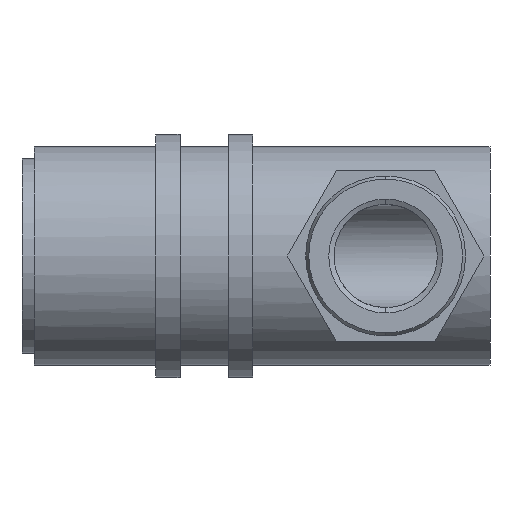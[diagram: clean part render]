
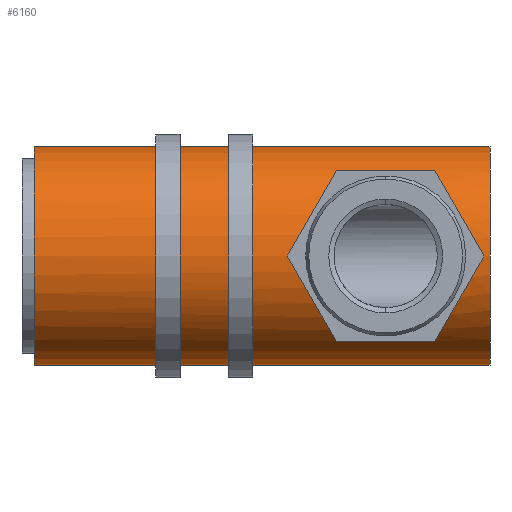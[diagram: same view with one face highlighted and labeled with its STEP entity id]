
A CAD part, front view. The second image highlights one B-rep face of the part: STEP entity #6160.
In plain terms, the highlighted cylindrical face has radius 9 mm (diameter 18 mm), a partial arc.
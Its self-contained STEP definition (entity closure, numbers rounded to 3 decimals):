
#170 = CARTESIAN_POINT ( 'NONE',  ( 33.959, -5.657, -7. ) ) ;
#352 = ORIENTED_EDGE ( 'NONE', *, *, #6272, .T. ) ;
#402 = DIRECTION ( 'NONE',  ( -1., 0., 0. ) ) ;
#668 = DIRECTION ( 'NONE',  ( -1., 0., 0. ) ) ;
#797 = LINE ( 'NONE', #4620, #5192 ) ;
#870 = CARTESIAN_POINT ( 'NONE',  ( 21.834, -9., 0. ) ) ;
#922 =( BOUNDED_CURVE ( )  B_SPLINE_CURVE ( 3, ( #5432, #8064, #2134, #1478 ),
 .UNSPECIFIED., .F., .T. ) 
 B_SPLINE_CURVE_WITH_KNOTS ( ( 4, 4 ),
 ( 0.68, 1.571 ),
 .UNSPECIFIED. ) 
 CURVE ( )  GEOMETRIC_REPRESENTATION_ITEM ( )  RATIONAL_B_SPLINE_CURVE ( ( 1., 0.935, 0.935, 1. ) ) 
 REPRESENTATION_ITEM ( '' )  );
#1173 = EDGE_LOOP ( 'NONE', ( #4596, #6483, #8153, #1835, #3285, #352 ) ) ;
#1288 = AXIS2_PLACEMENT_3D ( 'NONE', #3671, #3583, #3540 ) ;
#1308 = VERTEX_POINT ( 'NONE', #5632 ) ;
#1458 = CARTESIAN_POINT ( 'NONE',  ( 25.876, -5.657, 7. ) ) ;
#1478 = CARTESIAN_POINT ( 'NONE',  ( 38., -9., 0. ) ) ;
#1548 = EDGE_CURVE ( 'NONE', #2854, #5354, #3033, .T. ) ;
#1781 = EDGE_LOOP ( 'NONE', ( #4362, #5766, #7598, #6927 ) ) ;
#1835 = ORIENTED_EDGE ( 'NONE', *, *, #4368, .T. ) ;
#2069 = CARTESIAN_POINT ( 'NONE',  ( 24.872, -7.808, 5.262 ) ) ;
#2126 = CARTESIAN_POINT ( 'NONE',  ( 1., 0., 0. ) ) ;
#2134 = CARTESIAN_POINT ( 'NONE',  ( 36.403, -9., 2.766 ) ) ;
#2193 = DIRECTION ( 'NONE',  ( 1., 0., 0. ) ) ;
#2241 = CARTESIAN_POINT ( 'NONE',  ( 21.834, -9., 0. ) ) ;
#2263 = AXIS2_PLACEMENT_3D ( 'NONE', #2126, #8014, #6679 ) ;
#2535 = CARTESIAN_POINT ( 'NONE',  ( 36.403, -9., -2.766 ) ) ;
#2690 = CIRCLE ( 'NONE', #4769, 9. ) ;
#2823 = VECTOR ( 'NONE', #402, 1000. ) ;
#2854 = VERTEX_POINT ( 'NONE', #3797 ) ;
#2866 = EDGE_CURVE ( 'NONE', #6634, #6990, #5665, .T. ) ;
#2978 = EDGE_CURVE ( 'NONE', #5132, #4008, #3915, .T. ) ;
#3015 = FACE_BOUND ( 'NONE', #1173, .T. ) ;
#3033 =( BOUNDED_CURVE ( )  B_SPLINE_CURVE ( 3, ( #3067, #2535, #8517, #5231 ),
 .UNSPECIFIED., .F., .T. ) 
 B_SPLINE_CURVE_WITH_KNOTS ( ( 4, 4 ),
 ( 4.712, 5.604 ),
 .UNSPECIFIED. ) 
 CURVE ( )  GEOMETRIC_REPRESENTATION_ITEM ( )  RATIONAL_B_SPLINE_CURVE ( ( 1., 0.935, 0.935, 1. ) ) 
 REPRESENTATION_ITEM ( '' )  );
#3067 = CARTESIAN_POINT ( 'NONE',  ( 38., -9., 0. ) ) ;
#3285 = ORIENTED_EDGE ( 'NONE', *, *, #2978, .T. ) ;
#3540 = DIRECTION ( 'NONE',  ( 0., 0., 1. ) ) ;
#3583 = DIRECTION ( 'NONE',  ( -1., 0., 0. ) ) ;
#3624 = FACE_OUTER_BOUND ( 'NONE', #1781, .T. ) ;
#3671 = CARTESIAN_POINT ( 'NONE',  ( 0., 0., 0. ) ) ;
#3755 = CARTESIAN_POINT ( 'NONE',  ( 33.959, -5.657, 7. ) ) ;
#3797 = CARTESIAN_POINT ( 'NONE',  ( 38., -9., 0. ) ) ;
#3915 =( BOUNDED_CURVE ( )  B_SPLINE_CURVE ( 3, ( #5479, #4173, #4867, #870 ),
 .UNSPECIFIED., .F., .T. ) 
 B_SPLINE_CURVE_WITH_KNOTS ( ( 4, 4 ),
 ( 3.821, 4.712 ),
 .UNSPECIFIED. ) 
 CURVE ( )  GEOMETRIC_REPRESENTATION_ITEM ( )  RATIONAL_B_SPLINE_CURVE ( ( 1., 0.935, 0.935, 1. ) ) 
 REPRESENTATION_ITEM ( '' )  );
#3924 = EDGE_CURVE ( 'NONE', #6634, #1308, #2690, .T. ) ;
#4008 = VERTEX_POINT ( 'NONE', #4039 ) ;
#4039 = CARTESIAN_POINT ( 'NONE',  ( 21.834, -9., 0. ) ) ;
#4070 = CARTESIAN_POINT ( 'NONE',  ( 23.431, -9., 2.766 ) ) ;
#4162 = VERTEX_POINT ( 'NONE', #4257 ) ;
#4173 = CARTESIAN_POINT ( 'NONE',  ( 24.872, -7.808, -5.262 ) ) ;
#4257 = CARTESIAN_POINT ( 'NONE',  ( 1., 0., 9. ) ) ;
#4302 = DIRECTION ( 'NONE',  ( -1., 0., 0. ) ) ;
#4362 = ORIENTED_EDGE ( 'NONE', *, *, #2866, .F. ) ;
#4368 = EDGE_CURVE ( 'NONE', #5354, #5132, #7674, .T. ) ;
#4596 = ORIENTED_EDGE ( 'NONE', *, *, #6431, .T. ) ;
#4608 = CARTESIAN_POINT ( 'NONE',  ( 25.876, -5.657, -7. ) ) ;
#4620 = CARTESIAN_POINT ( 'NONE',  ( 0., 0., 9. ) ) ;
#4769 = AXIS2_PLACEMENT_3D ( 'NONE', #7764, #5824, #6473 ) ;
#4867 = CARTESIAN_POINT ( 'NONE',  ( 23.431, -9., -2.766 ) ) ;
#4889 = CARTESIAN_POINT ( 'NONE',  ( 25.876, -5.657, 7. ) ) ;
#4901 = VERTEX_POINT ( 'NONE', #3755 ) ;
#5132 = VERTEX_POINT ( 'NONE', #4608 ) ;
#5192 = VECTOR ( 'NONE', #668, 1000. ) ;
#5231 = CARTESIAN_POINT ( 'NONE',  ( 33.959, -5.657, -7. ) ) ;
#5321 = EDGE_CURVE ( 'NONE', #4901, #2854, #922, .T. ) ;
#5354 = VERTEX_POINT ( 'NONE', #170 ) ;
#5432 = CARTESIAN_POINT ( 'NONE',  ( 33.959, -5.657, 7. ) ) ;
#5479 = CARTESIAN_POINT ( 'NONE',  ( 25.876, -5.657, -7. ) ) ;
#5632 = CARTESIAN_POINT ( 'NONE',  ( 38.5, 0., 9. ) ) ;
#5665 = LINE ( 'NONE', #8294, #2823 ) ;
#5766 = ORIENTED_EDGE ( 'NONE', *, *, #3924, .T. ) ;
#5824 = DIRECTION ( 'NONE',  ( -1., 0., 0. ) ) ;
#5854 = CARTESIAN_POINT ( 'NONE',  ( 38.5, 0., -9. ) ) ;
#5991 = EDGE_CURVE ( 'NONE', #1308, #4162, #797, .T. ) ;
#6160 = ADVANCED_FACE ( 'NONE', ( #3624, #3015 ), #8297, .T. ) ;
#6272 = EDGE_CURVE ( 'NONE', #4008, #6290, #8050, .T. ) ;
#6290 = VERTEX_POINT ( 'NONE', #1458 ) ;
#6431 = EDGE_CURVE ( 'NONE', #6290, #4901, #6827, .T. ) ;
#6440 = VECTOR ( 'NONE', #4302, 1000. ) ;
#6473 = DIRECTION ( 'NONE',  ( 0., 0., 1. ) ) ;
#6483 = ORIENTED_EDGE ( 'NONE', *, *, #5321, .T. ) ;
#6634 = VERTEX_POINT ( 'NONE', #5854 ) ;
#6679 = DIRECTION ( 'NONE',  ( 0., 0., 1. ) ) ;
#6701 = CARTESIAN_POINT ( 'NONE',  ( 0., -5.657, 7. ) ) ;
#6827 = LINE ( 'NONE', #6701, #7242 ) ;
#6927 = ORIENTED_EDGE ( 'NONE', *, *, #7951, .F. ) ;
#6938 = CARTESIAN_POINT ( 'NONE',  ( 0., -5.657, -7. ) ) ;
#6990 = VERTEX_POINT ( 'NONE', #7390 ) ;
#7242 = VECTOR ( 'NONE', #2193, 1000. ) ;
#7390 = CARTESIAN_POINT ( 'NONE',  ( 1., 0., -9. ) ) ;
#7521 = CIRCLE ( 'NONE', #2263, 9. ) ;
#7598 = ORIENTED_EDGE ( 'NONE', *, *, #5991, .T. ) ;
#7674 = LINE ( 'NONE', #6938, #6440 ) ;
#7764 = CARTESIAN_POINT ( 'NONE',  ( 38.5, 0., 0. ) ) ;
#7951 = EDGE_CURVE ( 'NONE', #6990, #4162, #7521, .T. ) ;
#8014 = DIRECTION ( 'NONE',  ( -1., 0., 0. ) ) ;
#8050 =( BOUNDED_CURVE ( )  B_SPLINE_CURVE ( 3, ( #2241, #4070, #2069, #4889 ),
 .UNSPECIFIED., .F., .T. ) 
 B_SPLINE_CURVE_WITH_KNOTS ( ( 4, 4 ),
 ( 1.571, 2.462 ),
 .UNSPECIFIED. ) 
 CURVE ( )  GEOMETRIC_REPRESENTATION_ITEM ( )  RATIONAL_B_SPLINE_CURVE ( ( 1., 0.935, 0.935, 1. ) ) 
 REPRESENTATION_ITEM ( '' )  );
#8064 = CARTESIAN_POINT ( 'NONE',  ( 34.962, -7.808, 5.262 ) ) ;
#8153 = ORIENTED_EDGE ( 'NONE', *, *, #1548, .T. ) ;
#8294 = CARTESIAN_POINT ( 'NONE',  ( 0., 0., -9. ) ) ;
#8297 = CYLINDRICAL_SURFACE ( 'NONE', #1288, 9. ) ;
#8517 = CARTESIAN_POINT ( 'NONE',  ( 34.962, -7.808, -5.262 ) ) ;
